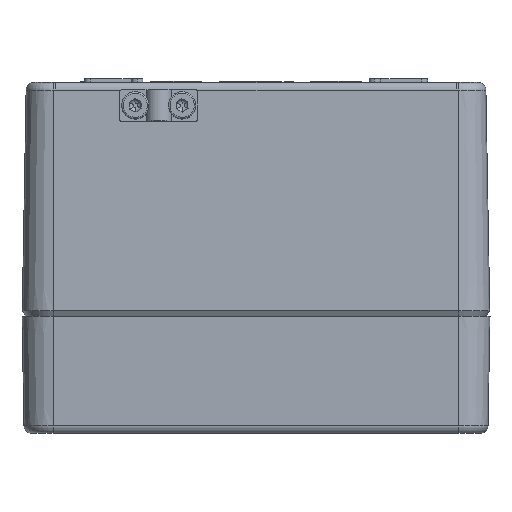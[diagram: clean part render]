
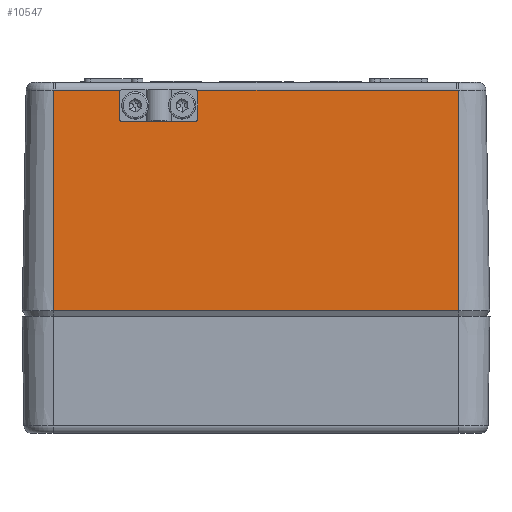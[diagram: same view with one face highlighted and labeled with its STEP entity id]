
A CAD part, left-side view. The second image highlights one B-rep face of the part: STEP entity #10547.
In plain terms, the highlighted planar face has unit normal (-1, 0, 0.018).
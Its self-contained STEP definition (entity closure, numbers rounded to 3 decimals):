
#43 = VERTEX_POINT('',#44);
#44 = CARTESIAN_POINT('',(-59.987,30.952,
    58.035));
#50 = EDGE_CURVE('',#51,#43,#53,.T.);
#51 = VERTEX_POINT('',#52);
#52 = CARTESIAN_POINT('',(-60.057,30.952,
    54.036));
#53 = CIRCLE('',#54,2.);
#54 = AXIS2_PLACEMENT_3D('',#55,#56,#57);
#55 = CARTESIAN_POINT('',(-60.022,30.952,
    56.035));
#56 = DIRECTION('',(-1.,0.,0.017));
#57 = DIRECTION('',(0.017,0.,1.));
#85 = VERTEX_POINT('',#86);
#86 = CARTESIAN_POINT('',(-59.987,18.952,
    58.035));
#92 = EDGE_CURVE('',#93,#85,#95,.T.);
#93 = VERTEX_POINT('',#94);
#94 = CARTESIAN_POINT('',(-60.057,18.952,
    54.036));
#95 = CIRCLE('',#96,2.);
#96 = AXIS2_PLACEMENT_3D('',#97,#98,#99);
#97 = CARTESIAN_POINT('',(-60.022,18.952,
    56.035));
#98 = DIRECTION('',(-1.,0.,0.017));
#99 = DIRECTION('',(0.017,0.,1.));
#10518 = EDGE_CURVE('',#10519,#10521,#10523,.T.);
#10519 = VERTEX_POINT('',#10520);
#10520 = CARTESIAN_POINT('',(-59.952,-52.,60.035));
#10521 = VERTEX_POINT('',#10522);
#10522 = CARTESIAN_POINT('',(-60.939,-52.,3.5));
#10523 = LINE('',#10524,#10525);
#10524 = CARTESIAN_POINT('',(-61.,-52.,0.));
#10525 = VECTOR('',#10526,1.);
#10526 = DIRECTION('',(-0.017,0.,
    -1.));
#10547 = ADVANCED_FACE('',(#10548,#10558,#10568),#10611,.T.);
#10548 = FACE_BOUND('',#10549,.T.);
#10549 = EDGE_LOOP('',(#10550,#10557));
#10550 = ORIENTED_EDGE('',*,*,#10551,.F.);
#10551 = EDGE_CURVE('',#43,#51,#10552,.T.);
#10552 = CIRCLE('',#10553,2.);
#10553 = AXIS2_PLACEMENT_3D('',#10554,#10555,#10556);
#10554 = CARTESIAN_POINT('',(-60.022,30.952,
    56.035));
#10555 = DIRECTION('',(-1.,0.,0.017));
#10556 = DIRECTION('',(0.017,0.,1.));
#10557 = ORIENTED_EDGE('',*,*,#50,.F.);
#10558 = FACE_BOUND('',#10559,.T.);
#10559 = EDGE_LOOP('',(#10560,#10567));
#10560 = ORIENTED_EDGE('',*,*,#10561,.F.);
#10561 = EDGE_CURVE('',#85,#93,#10562,.T.);
#10562 = CIRCLE('',#10563,2.);
#10563 = AXIS2_PLACEMENT_3D('',#10564,#10565,#10566);
#10564 = CARTESIAN_POINT('',(-60.022,18.952,
    56.035));
#10565 = DIRECTION('',(-1.,0.,0.017));
#10566 = DIRECTION('',(0.017,0.,1.));
#10567 = ORIENTED_EDGE('',*,*,#92,.F.);
#10568 = FACE_BOUND('',#10569,.T.);
#10569 = EDGE_LOOP('',(#10570,#10580,#10586,#10587,#10596,#10604));
#10570 = ORIENTED_EDGE('',*,*,#10571,.T.);
#10571 = EDGE_CURVE('',#10572,#10574,#10576,.T.);
#10572 = VERTEX_POINT('',#10573);
#10573 = CARTESIAN_POINT('',(-59.952,52.,60.035));
#10574 = VERTEX_POINT('',#10575);
#10575 = CARTESIAN_POINT('',(-60.939,52.,3.5));
#10576 = LINE('',#10577,#10578);
#10577 = CARTESIAN_POINT('',(-61.,52.,0.));
#10578 = VECTOR('',#10579,1.);
#10579 = DIRECTION('',(-0.017,-0.,-1.));
#10580 = ORIENTED_EDGE('',*,*,#10581,.T.);
#10581 = EDGE_CURVE('',#10574,#10521,#10582,.T.);
#10582 = LINE('',#10583,#10584);
#10583 = CARTESIAN_POINT('',(-60.939,-52.,3.5));
#10584 = VECTOR('',#10585,1.);
#10585 = DIRECTION('',(-0.,-1.,-0.));
#10586 = ORIENTED_EDGE('',*,*,#10518,.F.);
#10587 = ORIENTED_EDGE('',*,*,#10588,.T.);
#10588 = EDGE_CURVE('',#10519,#10589,#10591,.T.);
#10589 = VERTEX_POINT('',#10590);
#10590 = CARTESIAN_POINT('',(-59.952,-51.312,
    60.035));
#10591 = B_SPLINE_CURVE_WITH_KNOTS('',3,(#10592,#10593,#10594,#10595),
  .UNSPECIFIED.,.F.,.F.,(4,4),(0.,0.001),
  .PIECEWISE_BEZIER_KNOTS.);
#10592 = CARTESIAN_POINT('',(-59.952,-52.,60.035));
#10593 = CARTESIAN_POINT('',(-59.952,-51.771,
    60.035));
#10594 = CARTESIAN_POINT('',(-59.952,-51.541,
    60.035));
#10595 = CARTESIAN_POINT('',(-59.952,-51.312,
    60.035));
#10596 = ORIENTED_EDGE('',*,*,#10597,.T.);
#10597 = EDGE_CURVE('',#10589,#10598,#10600,.T.);
#10598 = VERTEX_POINT('',#10599);
#10599 = CARTESIAN_POINT('',(-59.952,51.312,
    60.035));
#10600 = LINE('',#10601,#10602);
#10601 = CARTESIAN_POINT('',(-59.952,52.,60.035));
#10602 = VECTOR('',#10603,1.);
#10603 = DIRECTION('',(-0.,1.,-0.));
#10604 = ORIENTED_EDGE('',*,*,#10605,.T.);
#10605 = EDGE_CURVE('',#10598,#10572,#10606,.T.);
#10606 = B_SPLINE_CURVE_WITH_KNOTS('',3,(#10607,#10608,#10609,#10610),
  .UNSPECIFIED.,.F.,.F.,(4,4),(0.,0.001),
  .PIECEWISE_BEZIER_KNOTS.);
#10607 = CARTESIAN_POINT('',(-59.952,51.312,
    60.035));
#10608 = CARTESIAN_POINT('',(-59.952,51.541,
    60.035));
#10609 = CARTESIAN_POINT('',(-59.952,51.771,
    60.035));
#10610 = CARTESIAN_POINT('',(-59.952,52.,60.035));
#10611 = PLANE('',#10612);
#10612 = AXIS2_PLACEMENT_3D('',#10613,#10614,#10615);
#10613 = CARTESIAN_POINT('',(-61.,52.,0.));
#10614 = DIRECTION('',(-1.,0.,0.017));
#10615 = DIRECTION('',(0.017,0.,1.));
